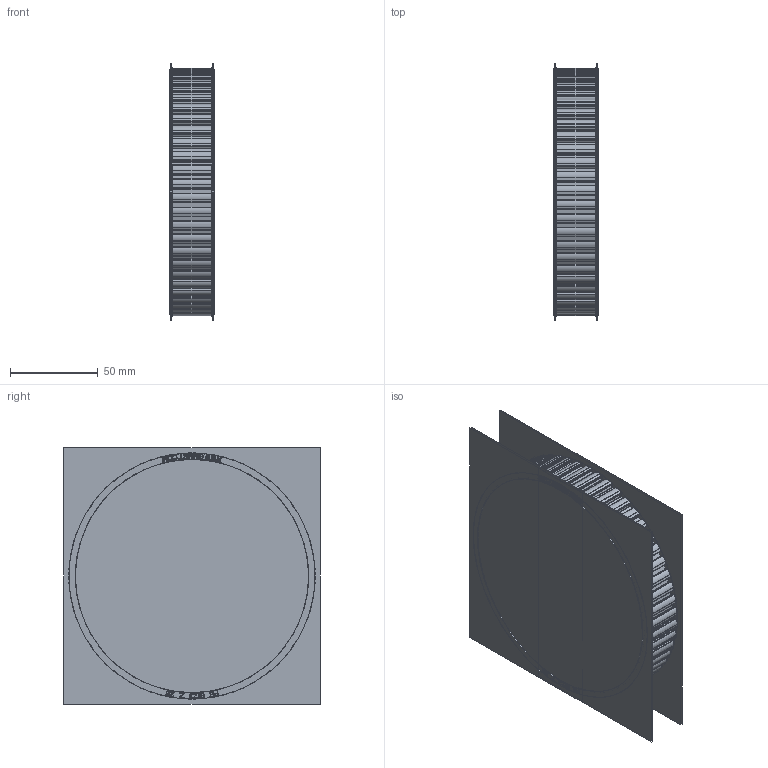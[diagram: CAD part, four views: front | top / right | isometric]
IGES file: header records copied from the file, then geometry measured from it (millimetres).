
Start section:  PTC IGES file: fe8123z25.igs
Global section: file name: fe8123z25.igs; native system: Creo Parametric by Parametric Technology Corporation; preprocessor: 2013150; author: sales 4; organization: Unknown; date: 20140324.142830; units: millimetre
Bounding box: 26 x 145.95 x 145.97 mm (x, y, z)
Volume: 47597 mm3; surface area: 523796.8 mm2
Topology: 55 solids, 55 shells, 4130 faces, 21892 edges, 27596 vertices
Faces by surface type: bspline 2390, revolution 1740
